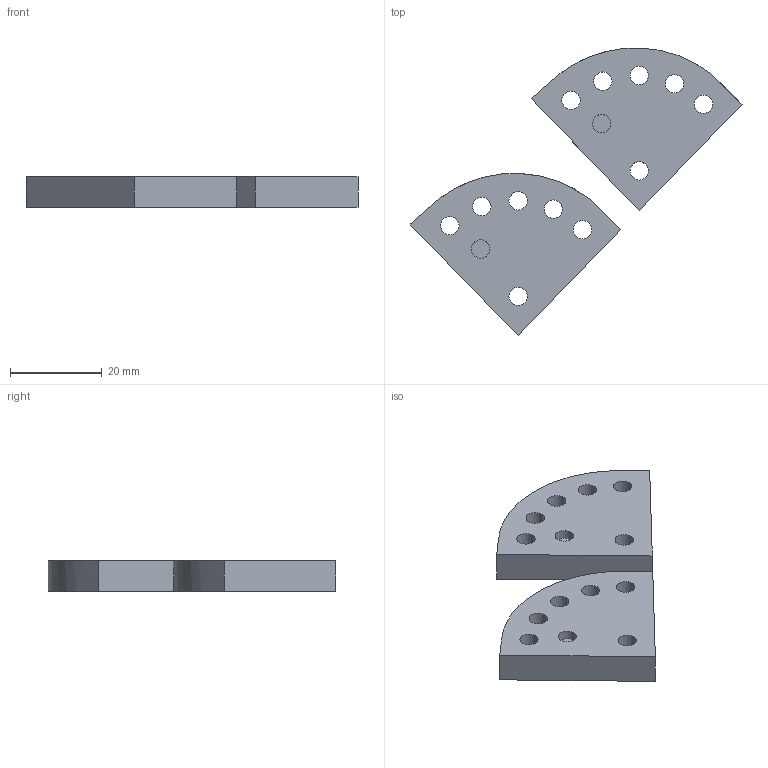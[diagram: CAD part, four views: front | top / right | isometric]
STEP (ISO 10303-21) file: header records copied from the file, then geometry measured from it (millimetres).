
FILE_DESCRIPTION(/* description */ (''),/* implementation_level */ '2;1');
FILE_NAME(/* name */ 'Space_Tester v2.step',/* time_stamp */ '2021-12-19T17:24:02-08:00',/* author */ (''),/* organization */ (''),/* preprocessor_version */ 'ST-DEVELOPER v18.1',/* originating_system */ 'Autodesk Translation Framework v10.10.0.1391',/* authorisation */ '');
FILE_SCHEMA (('AUTOMOTIVE_DESIGN { 1 0 10303 214 3 1 1 }'));
Length unit declared in the file: millimetre
Products named in the file (1): Space_Tester
Bounding box: 72.36 x 62.76 x 6.6 mm (x, y, z)
Volume: 10936.2 mm3; surface area: 5970.4 mm2
Topology: 2 solids, 2 shells, 26 faces, 60 edges, 40 vertices
Faces by surface type: cylinder 14, plane 10, bspline 2
Full cylindrical faces by diameter (mm): 4 x14
Entity records: 964 total; most frequent: CARTESIAN_POINT 273, DIRECTION 134, ORIENTED_EDGE 120, EDGE_CURVE 60, AXIS2_PLACEMENT_3D 53, EDGE_LOOP 52, VERTEX_POINT 40, LINE 28
